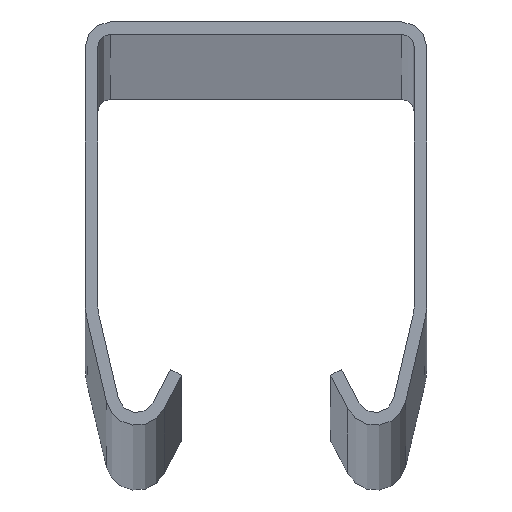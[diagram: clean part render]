
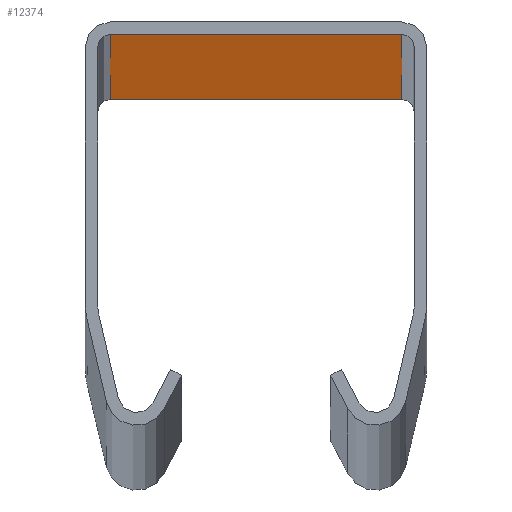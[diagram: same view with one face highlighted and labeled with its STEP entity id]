
A CAD part, top view. The second image highlights one B-rep face of the part: STEP entity #12374.
In plain terms, the highlighted planar face has unit normal (0, -1, 0).
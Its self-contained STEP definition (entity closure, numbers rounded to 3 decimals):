
#19 = DIRECTION ( 'NONE',  ( 0., 0., -1. ) ) ;
#279 = LINE ( 'NONE', #7203, #2744 ) ;
#340 = ORIENTED_EDGE ( 'NONE', *, *, #13262, .F. ) ;
#516 = CARTESIAN_POINT ( 'NONE',  ( 23.5, 0., 6000. ) ) ;
#840 = CARTESIAN_POINT ( 'NONE',  ( 23.5, 0., 6000. ) ) ;
#1105 = PLANE ( 'NONE',  #4426 ) ;
#1385 = DIRECTION ( 'NONE',  ( 0., 0., -1. ) ) ;
#1760 = VERTEX_POINT ( 'NONE', #7726 ) ;
#1852 = EDGE_CURVE ( 'NONE', #8274, #1760, #279, .T. ) ;
#2744 = VECTOR ( 'NONE', #19, 1000. ) ;
#2902 = LINE ( 'NONE', #516, #12657 ) ;
#3258 = CARTESIAN_POINT ( 'NONE',  ( 23.5, 0., 6000. ) ) ;
#3373 = CARTESIAN_POINT ( 'NONE',  ( 23.5, 0., 0. ) ) ;
#3505 = LINE ( 'NONE', #3258, #6475 ) ;
#3641 = ORIENTED_EDGE ( 'NONE', *, *, #11001, .T. ) ;
#4018 = DIRECTION ( 'NONE',  ( 0., 1., 0. ) ) ;
#4426 = AXIS2_PLACEMENT_3D ( 'NONE', #840, #4018, #11758 ) ;
#4667 = VERTEX_POINT ( 'NONE', #6312 ) ;
#5712 = VERTEX_POINT ( 'NONE', #10028 ) ;
#5803 = EDGE_LOOP ( 'NONE', ( #3641, #9356, #340, #6941 ) ) ;
#6047 = VECTOR ( 'NONE', #15591, 1000. ) ;
#6312 = CARTESIAN_POINT ( 'NONE',  ( 23.5, 0., 0. ) ) ;
#6475 = VECTOR ( 'NONE', #1385, 1000. ) ;
#6941 = ORIENTED_EDGE ( 'NONE', *, *, #1852, .T. ) ;
#7203 = CARTESIAN_POINT ( 'NONE',  ( -23.5, 0., 6000. ) ) ;
#7726 = CARTESIAN_POINT ( 'NONE',  ( -23.5, 0., 0. ) ) ;
#8274 = VERTEX_POINT ( 'NONE', #12235 ) ;
#9356 = ORIENTED_EDGE ( 'NONE', *, *, #14272, .F. ) ;
#10028 = CARTESIAN_POINT ( 'NONE',  ( 23.5, 0., 6000. ) ) ;
#11001 = EDGE_CURVE ( 'NONE', #1760, #4667, #15862, .T. ) ;
#11692 = DIRECTION ( 'NONE',  ( 1., 0., 0. ) ) ;
#11758 = DIRECTION ( 'NONE',  ( -1., 0., 0. ) ) ;
#12235 = CARTESIAN_POINT ( 'NONE',  ( -23.5, 0., 6000. ) ) ;
#12374 = ADVANCED_FACE ( 'NONE', ( #15190 ), #1105, .F. ) ;
#12657 = VECTOR ( 'NONE', #11692, 1000. ) ;
#13262 = EDGE_CURVE ( 'NONE', #8274, #5712, #2902, .T. ) ;
#14272 = EDGE_CURVE ( 'NONE', #5712, #4667, #3505, .T. ) ;
#15190 = FACE_OUTER_BOUND ( 'NONE', #5803, .T. ) ;
#15591 = DIRECTION ( 'NONE',  ( 1., 0., 0. ) ) ;
#15862 = LINE ( 'NONE', #3373, #6047 ) ;
